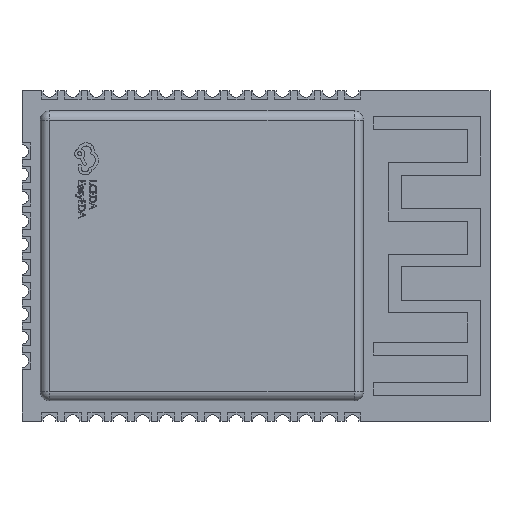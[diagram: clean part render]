
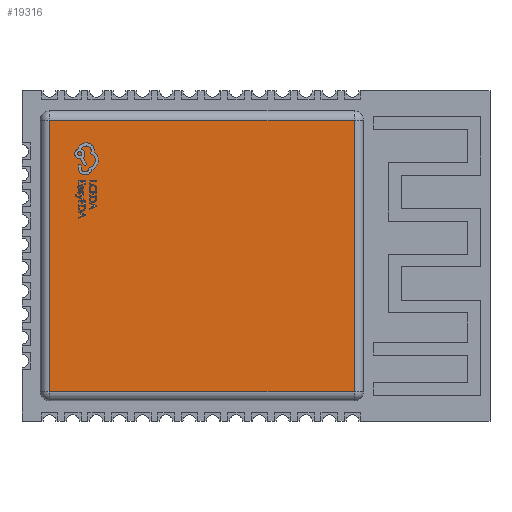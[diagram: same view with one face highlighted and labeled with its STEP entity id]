
A CAD part, top view. The second image highlights one B-rep face of the part: STEP entity #19316.
In plain terms, the highlighted planar face has unit normal (0, 0, 1).
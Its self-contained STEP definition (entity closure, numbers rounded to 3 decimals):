
#427 = EDGE_CURVE ( 'NONE', #18230, #15593, #9890, .T. ) ;
#726 = EDGE_CURVE ( 'NONE', #15593, #2145, #7097, .T. ) ;
#897 = AXIS2_PLACEMENT_3D ( 'NONE', #5409, #12690, #5524 ) ;
#1188 = VECTOR ( 'NONE', #11883, 1000. ) ;
#1231 = ORIENTED_EDGE ( 'NONE', *, *, #726, .T. ) ;
#2145 = VERTEX_POINT ( 'NONE', #20056 ) ;
#2566 = CARTESIAN_POINT ( 'NONE',  ( -11.25, -7.9, 3.1 ) ) ;
#5409 = CARTESIAN_POINT ( 'NONE',  ( 0., 0., 3.1 ) ) ;
#5524 = DIRECTION ( 'NONE',  ( 1., 0., 0. ) ) ;
#5647 = CARTESIAN_POINT ( 'NONE',  ( -11.25, 7.4, 3.1 ) ) ;
#5648 = EDGE_LOOP ( 'NONE', ( #1231, #19626, #21950, #21718 ) ) ;
#7097 = LINE ( 'NONE', #20201, #20555 ) ;
#7458 = DIRECTION ( 'NONE',  ( 0., 1., 0. ) ) ;
#8062 = CARTESIAN_POINT ( 'NONE',  ( -11.75, 7.4, 3.1 ) ) ;
#9377 = EDGE_CURVE ( 'NONE', #12164, #18230, #9877, .T. ) ;
#9877 = LINE ( 'NONE', #2566, #14801 ) ;
#9890 = LINE ( 'NONE', #13708, #10831 ) ;
#10831 = VECTOR ( 'NONE', #22935, 1000. ) ;
#11883 = DIRECTION ( 'NONE',  ( -1., 0., 0. ) ) ;
#12164 = VERTEX_POINT ( 'NONE', #5647 ) ;
#12690 = DIRECTION ( 'NONE',  ( 0., 0., 1. ) ) ;
#13708 = CARTESIAN_POINT ( 'NONE',  ( 5.85, -7.4, 3.1 ) ) ;
#14478 = PLANE ( 'NONE',  #897 ) ;
#14640 = EDGE_CURVE ( 'NONE', #2145, #12164, #19260, .T. ) ;
#14801 = VECTOR ( 'NONE', #20861, 1000. ) ;
#15593 = VERTEX_POINT ( 'NONE', #19882 ) ;
#18230 = VERTEX_POINT ( 'NONE', #20196 ) ;
#19260 = LINE ( 'NONE', #8062, #1188 ) ;
#19316 = ADVANCED_FACE ( 'NONE', ( #22581 ), #14478, .T. ) ;
#19626 = ORIENTED_EDGE ( 'NONE', *, *, #14640, .T. ) ;
#19882 = CARTESIAN_POINT ( 'NONE',  ( 5.35, -7.4, 3.1 ) ) ;
#20056 = CARTESIAN_POINT ( 'NONE',  ( 5.35, 7.4, 3.1 ) ) ;
#20196 = CARTESIAN_POINT ( 'NONE',  ( -11.25, -7.4, 3.1 ) ) ;
#20201 = CARTESIAN_POINT ( 'NONE',  ( 5.35, 7.9, 3.1 ) ) ;
#20555 = VECTOR ( 'NONE', #7458, 1000. ) ;
#20861 = DIRECTION ( 'NONE',  ( 0., -1., 0. ) ) ;
#21718 = ORIENTED_EDGE ( 'NONE', *, *, #427, .T. ) ;
#21950 = ORIENTED_EDGE ( 'NONE', *, *, #9377, .T. ) ;
#22581 = FACE_OUTER_BOUND ( 'NONE', #5648, .T. ) ;
#22935 = DIRECTION ( 'NONE',  ( 1., 0., 0. ) ) ;
